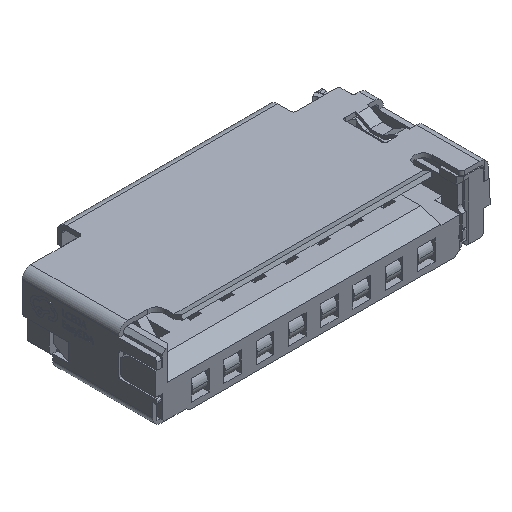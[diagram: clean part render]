
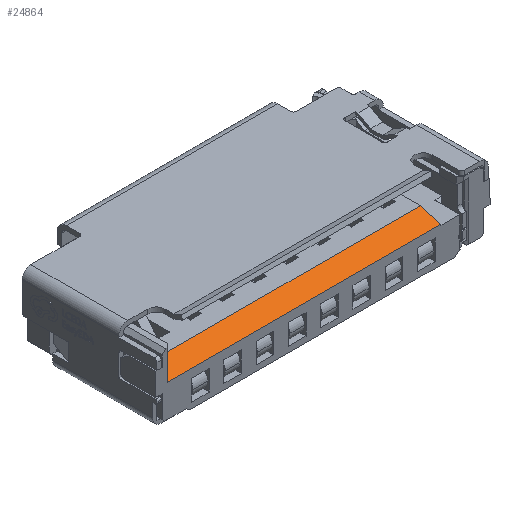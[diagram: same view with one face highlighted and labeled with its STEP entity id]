
A CAD part, isometric view. The second image highlights one B-rep face of the part: STEP entity #24864.
In plain terms, the highlighted planar face has unit normal (0, -0.275, 0.962).
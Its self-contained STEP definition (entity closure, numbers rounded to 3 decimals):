
#669 = LINE ( 'NONE', #1134, #21277 ) ;
#1134 = CARTESIAN_POINT ( 'NONE',  ( 3.71, -2.81, 0.675 ) ) ;
#2907 = DIRECTION ( 'NONE',  ( -1., 0., 0. ) ) ;
#2917 = DIRECTION ( 'NONE',  ( 0., 0.962, 0.275 ) ) ;
#3381 = LINE ( 'NONE', #6753, #10809 ) ;
#4842 = CARTESIAN_POINT ( 'NONE',  ( 3.71, -2.11, 0.875 ) ) ;
#4865 = EDGE_LOOP ( 'NONE', ( #37532, #9664, #46773, #38463, #33368 ) ) ;
#6753 = CARTESIAN_POINT ( 'NONE',  ( 3.71, -2.11, 0.875 ) ) ;
#8549 = DIRECTION ( 'NONE',  ( 1., 0., 0. ) ) ;
#8903 = VECTOR ( 'NONE', #2917, 1000. ) ;
#9664 = ORIENTED_EDGE ( 'NONE', *, *, #39774, .T. ) ;
#10809 = VECTOR ( 'NONE', #2907, 1000. ) ;
#11069 = CARTESIAN_POINT ( 'NONE',  ( -5.49, -2.685, 0.711 ) ) ;
#11820 = VERTEX_POINT ( 'NONE', #33891 ) ;
#12190 = VECTOR ( 'NONE', #30329, 1000. ) ;
#12387 = CARTESIAN_POINT ( 'NONE',  ( -0.89, -2.46, 0.775 ) ) ;
#14340 = CARTESIAN_POINT ( 'NONE',  ( -5.49, -2.685, 0.711 ) ) ;
#15073 = FACE_OUTER_BOUND ( 'NONE', #4865, .T. ) ;
#16015 = CARTESIAN_POINT ( 'NONE',  ( -5.49, -2.685, 0.711 ) ) ;
#18104 = EDGE_CURVE ( 'NONE', #11820, #27093, #669, .T. ) ;
#19268 = VERTEX_POINT ( 'NONE', #21517 ) ;
#19413 = PLANE ( 'NONE',  #35869 ) ;
#21277 = VECTOR ( 'NONE', #40836, 1000. ) ;
#21517 = CARTESIAN_POINT ( 'NONE',  ( -5.49, -2.11, 0.875 ) ) ;
#23054 = LINE ( 'NONE', #44466, #29454 ) ;
#24238 = EDGE_CURVE ( 'NONE', #44849, #19268, #36549, .T. ) ;
#24864 = ADVANCED_FACE ( 'NONE', ( #15073 ), #19413, .T. ) ;
#27093 = VERTEX_POINT ( 'NONE', #41392 ) ;
#29454 = VECTOR ( 'NONE', #37697, 1000. ) ;
#30329 = DIRECTION ( 'NONE',  ( -0.693, -0.693, -0.198 ) ) ;
#33368 = ORIENTED_EDGE ( 'NONE', *, *, #18104, .F. ) ;
#33891 = CARTESIAN_POINT ( 'NONE',  ( 3.71, -2.81, 0.675 ) ) ;
#35869 = AXIS2_PLACEMENT_3D ( 'NONE', #12387, #42227, #8549 ) ;
#36549 = LINE ( 'NONE', #11069, #8903 ) ;
#37532 = ORIENTED_EDGE ( 'NONE', *, *, #41806, .F. ) ;
#37697 = DIRECTION ( 'NONE',  ( 0., -0.962, -0.275 ) ) ;
#38463 = ORIENTED_EDGE ( 'NONE', *, *, #45007, .T. ) ;
#38783 = VERTEX_POINT ( 'NONE', #4842 ) ;
#39774 = EDGE_CURVE ( 'NONE', #38783, #19268, #3381, .T. ) ;
#40836 = DIRECTION ( 'NONE',  ( -1., 0., 0. ) ) ;
#41392 = CARTESIAN_POINT ( 'NONE',  ( -5.615, -2.81, 0.675 ) ) ;
#41696 = LINE ( 'NONE', #16015, #12190 ) ;
#41806 = EDGE_CURVE ( 'NONE', #38783, #11820, #23054, .T. ) ;
#42227 = DIRECTION ( 'NONE',  ( 0., -0.275, 0.962 ) ) ;
#44466 = CARTESIAN_POINT ( 'NONE',  ( 3.71, -2.11, 0.875 ) ) ;
#44849 = VERTEX_POINT ( 'NONE', #14340 ) ;
#45007 = EDGE_CURVE ( 'NONE', #44849, #27093, #41696, .T. ) ;
#46773 = ORIENTED_EDGE ( 'NONE', *, *, #24238, .F. ) ;
